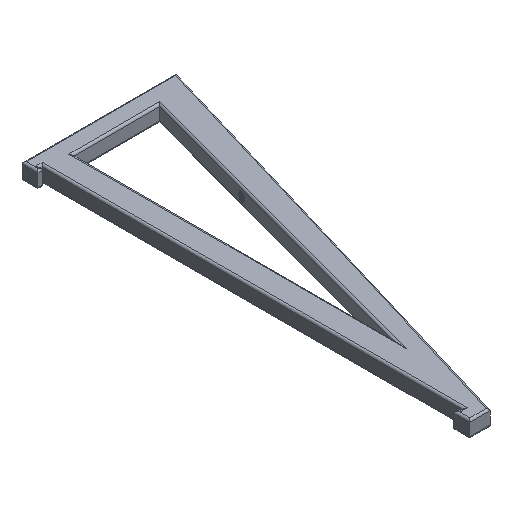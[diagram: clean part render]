
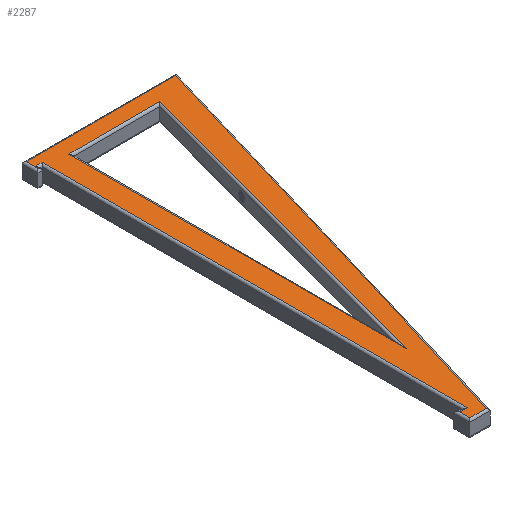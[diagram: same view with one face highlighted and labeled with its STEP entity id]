
A CAD part, isometric view. The second image highlights one B-rep face of the part: STEP entity #2287.
In plain terms, the highlighted planar face has unit normal (0, 0, 1).
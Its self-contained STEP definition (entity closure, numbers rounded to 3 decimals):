
#736 = VERTEX_POINT('',#737);
#737 = CARTESIAN_POINT('',(-3.167,-160.9,12.));
#744 = EDGE_CURVE('',#736,#745,#747,.T.);
#745 = VERTEX_POINT('',#746);
#746 = CARTESIAN_POINT('',(8.883,-160.9,12.));
#747 = LINE('',#748,#749);
#748 = CARTESIAN_POINT('',(-4.667,-160.9,12.));
#749 = VECTOR('',#750,1.);
#750 = DIRECTION('',(1.,0.,0.));
#825 = EDGE_CURVE('',#745,#826,#828,.T.);
#826 = VERTEX_POINT('',#827);
#827 = CARTESIAN_POINT('',(105.223,160.9,12.));
#828 = LINE('',#829,#830);
#829 = CARTESIAN_POINT('',(8.563,-161.97,12.));
#830 = VECTOR('',#831,1.);
#831 = DIRECTION('',(0.287,0.958,0.));
#2269 = VERTEX_POINT('',#2270);
#2270 = CARTESIAN_POINT('',(-3.167,-152.4,12.));
#2277 = EDGE_CURVE('',#736,#2269,#2278,.T.);
#2278 = LINE('',#2279,#2280);
#2279 = CARTESIAN_POINT('',(-3.167,-162.4,12.));
#2280 = VECTOR('',#2281,1.);
#2281 = DIRECTION('',(0.,1.,0.));
#2287 = ADVANCED_FACE('',(#2288,#2363),#2389,.T.);
#2288 = FACE_BOUND('',#2289,.T.);
#2289 = EDGE_LOOP('',(#2290,#2298,#2299,#2300,#2301,#2309,#2317,#2325,
    #2333,#2341,#2349,#2357));
#2290 = ORIENTED_EDGE('',*,*,#2291,.F.);
#2291 = EDGE_CURVE('',#2269,#2292,#2294,.T.);
#2292 = VERTEX_POINT('',#2293);
#2293 = CARTESIAN_POINT('',(-2.718,-152.4,12.));
#2294 = LINE('',#2295,#2296);
#2295 = CARTESIAN_POINT('',(-4.667,-152.4,12.));
#2296 = VECTOR('',#2297,1.);
#2297 = DIRECTION('',(1.,0.,0.));
#2298 = ORIENTED_EDGE('',*,*,#2277,.F.);
#2299 = ORIENTED_EDGE('',*,*,#744,.T.);
#2300 = ORIENTED_EDGE('',*,*,#825,.T.);
#2301 = ORIENTED_EDGE('',*,*,#2302,.T.);
#2302 = EDGE_CURVE('',#826,#2303,#2305,.T.);
#2303 = VERTEX_POINT('',#2304);
#2304 = CARTESIAN_POINT('',(-3.167,160.9,12.));
#2305 = LINE('',#2306,#2307);
#2306 = CARTESIAN_POINT('',(107.238,160.9,12.));
#2307 = VECTOR('',#2308,1.);
#2308 = DIRECTION('',(-1.,0.,0.));
#2309 = ORIENTED_EDGE('',*,*,#2310,.F.);
#2310 = EDGE_CURVE('',#2311,#2303,#2313,.T.);
#2311 = VERTEX_POINT('',#2312);
#2312 = CARTESIAN_POINT('',(-3.167,152.4,12.));
#2313 = LINE('',#2314,#2315);
#2314 = CARTESIAN_POINT('',(-3.167,150.9,12.));
#2315 = VECTOR('',#2316,1.);
#2316 = DIRECTION('',(0.,1.,0.));
#2317 = ORIENTED_EDGE('',*,*,#2318,.F.);
#2318 = EDGE_CURVE('',#2319,#2311,#2321,.T.);
#2319 = VERTEX_POINT('',#2320);
#2320 = CARTESIAN_POINT('',(-2.718,152.4,12.));
#2321 = LINE('',#2322,#2323);
#2322 = CARTESIAN_POINT('',(-1.218,152.4,12.));
#2323 = VECTOR('',#2324,1.);
#2324 = DIRECTION('',(-1.,0.,0.));
#2325 = ORIENTED_EDGE('',*,*,#2326,.F.);
#2326 = EDGE_CURVE('',#2327,#2319,#2329,.T.);
#2327 = VERTEX_POINT('',#2328);
#2328 = CARTESIAN_POINT('',(-2.718,154.64,12.));
#2329 = LINE('',#2330,#2331);
#2330 = CARTESIAN_POINT('',(-2.718,153.14,12.));
#2331 = VECTOR('',#2332,1.);
#2332 = DIRECTION('',(0.,-1.,0.));
#2333 = ORIENTED_EDGE('',*,*,#2334,.F.);
#2334 = EDGE_CURVE('',#2335,#2327,#2337,.T.);
#2335 = VERTEX_POINT('',#2336);
#2336 = CARTESIAN_POINT('',(2.182,154.64,12.));
#2337 = LINE('',#2338,#2339);
#2338 = CARTESIAN_POINT('',(0.682,154.64,12.));
#2339 = VECTOR('',#2340,1.);
#2340 = DIRECTION('',(-1.,0.,0.));
#2341 = ORIENTED_EDGE('',*,*,#2342,.F.);
#2342 = EDGE_CURVE('',#2343,#2335,#2345,.T.);
#2343 = VERTEX_POINT('',#2344);
#2344 = CARTESIAN_POINT('',(2.182,-153.66,12.));
#2345 = LINE('',#2346,#2347);
#2346 = CARTESIAN_POINT('',(2.182,-152.16,12.));
#2347 = VECTOR('',#2348,1.);
#2348 = DIRECTION('',(0.,1.,0.));
#2349 = ORIENTED_EDGE('',*,*,#2350,.F.);
#2350 = EDGE_CURVE('',#2351,#2343,#2353,.T.);
#2351 = VERTEX_POINT('',#2352);
#2352 = CARTESIAN_POINT('',(-2.718,-153.66,12.));
#2353 = LINE('',#2354,#2355);
#2354 = CARTESIAN_POINT('',(-1.218,-153.66,12.));
#2355 = VECTOR('',#2356,1.);
#2356 = DIRECTION('',(1.,0.,0.));
#2357 = ORIENTED_EDGE('',*,*,#2358,.F.);
#2358 = EDGE_CURVE('',#2292,#2351,#2359,.T.);
#2359 = LINE('',#2360,#2361);
#2360 = CARTESIAN_POINT('',(-2.718,-150.9,12.));
#2361 = VECTOR('',#2362,1.);
#2362 = DIRECTION('',(0.,-1.,0.));
#2363 = FACE_BOUND('',#2364,.T.);
#2364 = EDGE_LOOP('',(#2365,#2375,#2383));
#2365 = ORIENTED_EDGE('',*,*,#2366,.T.);
#2366 = EDGE_CURVE('',#2367,#2369,#2371,.T.);
#2367 = VERTEX_POINT('',#2368);
#2368 = CARTESIAN_POINT('',(17.15,150.165,12.));
#2369 = VERTEX_POINT('',#2370);
#2370 = CARTESIAN_POINT('',(83.13,150.165,12.));
#2371 = LINE('',#2372,#2373);
#2372 = CARTESIAN_POINT('',(18.65,150.165,12.));
#2373 = VECTOR('',#2374,1.);
#2374 = DIRECTION('',(1.,0.,0.));
#2375 = ORIENTED_EDGE('',*,*,#2376,.T.);
#2376 = EDGE_CURVE('',#2369,#2377,#2379,.T.);
#2377 = VERTEX_POINT('',#2378);
#2378 = CARTESIAN_POINT('',(17.15,-94.365,12.));
#2379 = LINE('',#2380,#2381);
#2380 = CARTESIAN_POINT('',(82.62,148.274,12.));
#2381 = VECTOR('',#2382,1.);
#2382 = DIRECTION('',(-0.261,-0.965,0.));
#2383 = ORIENTED_EDGE('',*,*,#2384,.T.);
#2384 = EDGE_CURVE('',#2377,#2367,#2385,.T.);
#2385 = LINE('',#2386,#2387);
#2386 = CARTESIAN_POINT('',(17.15,-83.048,12.));
#2387 = VECTOR('',#2388,1.);
#2388 = DIRECTION('',(0.,1.,0.));
#2389 = PLANE('',#2390);
#2390 = AXIS2_PLACEMENT_3D('',#2391,#2392,#2393);
#2391 = CARTESIAN_POINT('',(31.837,19.914,12.));
#2392 = DIRECTION('',(0.,0.,1.));
#2393 = DIRECTION('',(1.,0.,0.));
